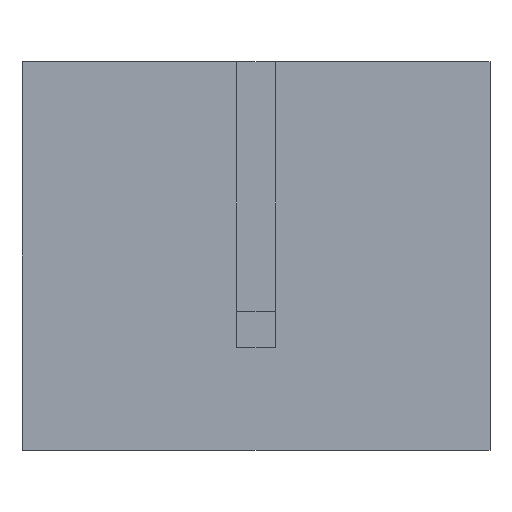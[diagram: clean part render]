
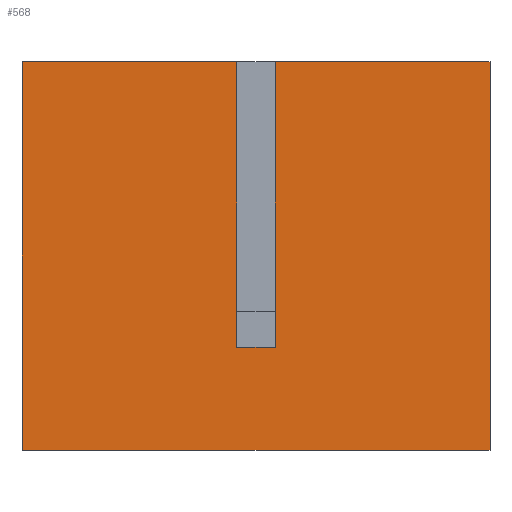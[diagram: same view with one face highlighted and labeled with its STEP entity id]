
A CAD part, front view. The second image highlights one B-rep face of the part: STEP entity #568.
In plain terms, the highlighted planar face has unit normal (0, -1, 0).
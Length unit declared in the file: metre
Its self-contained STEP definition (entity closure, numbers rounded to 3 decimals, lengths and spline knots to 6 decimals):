
#440 = EDGE_CURVE( '', #1121, #1122, #1123, .T. );
#472 = EDGE_CURVE( '', #1122, #1172, #1173, .T. );
#476 = EDGE_CURVE( '', #1177, #1178, #1179, .T. );
#520 = EDGE_CURVE( '', #1061, #1246, #1247, .T. );
#568 = ADVANCED_FACE( '', ( #1311 ), #1312, .F. );
#598 = EDGE_CURVE( '', #1177, #1172, #1349, .T. );
#670 = EDGE_CURVE( '', #1178, #1187, #1439, .T. );
#724 = EDGE_CURVE( '', #1246, #1187, #1507, .T. );
#780 = EDGE_CURVE( '', #1121, #1061, #1569, .T. );
#1061 = VERTEX_POINT( '', #1931 );
#1121 = VERTEX_POINT( '', #2023 );
#1122 = VERTEX_POINT( '', #2024 );
#1123 = LINE( '', #2025, #2026 );
#1172 = VERTEX_POINT( '', #2088 );
#1173 = LINE( '', #2089, #2090 );
#1177 = VERTEX_POINT( '', #2097 );
#1178 = VERTEX_POINT( '', #2098 );
#1179 = LINE( '', #2099, #2100 );
#1187 = VERTEX_POINT( '', #2113 );
#1246 = VERTEX_POINT( '', #2200 );
#1247 = LINE( '', #2201, #2202 );
#1311 = FACE_OUTER_BOUND( '', #2306, .T. );
#1312 = PLANE( '', #2307 );
#1349 = LINE( '', #2367, #2368 );
#1439 = LINE( '', #2503, #2504 );
#1507 = LINE( '', #2605, #2606 );
#1569 = LINE( '', #2715, #2716 );
#1931 = CARTESIAN_POINT( '', ( -0.000327, -0.00401, 0.0066 ) );
#2023 = CARTESIAN_POINT( '', ( -0.000327, -0.00401, 0.00175 ) );
#2024 = CARTESIAN_POINT( '', ( 0.000323, -0.00401, 0.00175 ) );
#2025 = CARTESIAN_POINT( '', ( 0.000323, -0.00401, 0.00175 ) );
#2026 = VECTOR( '', #3069, 1. );
#2088 = CARTESIAN_POINT( '', ( 0.000323, -0.00401, 0.0066 ) );
#2089 = CARTESIAN_POINT( '', ( 0.000323, -0.00401, 0.00175 ) );
#2090 = VECTOR( '', #3173, 1. );
#2097 = CARTESIAN_POINT( '', ( 0.003973, -0.00401, 0.0066 ) );
#2098 = CARTESIAN_POINT( '', ( 0.003973, -0.00401, 0. ) );
#2099 = CARTESIAN_POINT( '', ( 0.003973, -0.00401, 0.0066 ) );
#2100 = VECTOR( '', #3175, 1. );
#2113 = CARTESIAN_POINT( '', ( -0.003977, -0.00401, 0. ) );
#2200 = CARTESIAN_POINT( '', ( -0.003977, -0.00401, 0.0066 ) );
#2201 = CARTESIAN_POINT( '', ( 0.003973, -0.00401, 0.0066 ) );
#2202 = VECTOR( '', #3242, 1. );
#2306 = EDGE_LOOP( '', ( #3290, #3291, #3292, #3293, #3294, #3295, #3296, #3297 ) );
#2307 = AXIS2_PLACEMENT_3D( '', #3298, #3299, #3300 );
#2367 = CARTESIAN_POINT( '', ( 0.003973, -0.00401, 0.0066 ) );
#2368 = VECTOR( '', #3338, 1. );
#2503 = CARTESIAN_POINT( '', ( 0.003973, -0.00401, 0. ) );
#2504 = VECTOR( '', #3475, 1. );
#2605 = CARTESIAN_POINT( '', ( -0.003977, -0.00401, 0.0066 ) );
#2606 = VECTOR( '', #3603, 1. );
#2715 = CARTESIAN_POINT( '', ( -0.000327, -0.00401, 0.00175 ) );
#2716 = VECTOR( '', #3661, 1. );
#3069 = DIRECTION( '', ( 1., 0., 0. ) );
#3173 = DIRECTION( '', ( 0., 0., 1. ) );
#3175 = DIRECTION( '', ( 0., 0., -1. ) );
#3242 = DIRECTION( '', ( -1., 0., 0. ) );
#3290 = ORIENTED_EDGE( '', *, *, #598, .T. );
#3291 = ORIENTED_EDGE( '', *, *, #472, .F. );
#3292 = ORIENTED_EDGE( '', *, *, #440, .F. );
#3293 = ORIENTED_EDGE( '', *, *, #780, .T. );
#3294 = ORIENTED_EDGE( '', *, *, #520, .T. );
#3295 = ORIENTED_EDGE( '', *, *, #724, .T. );
#3296 = ORIENTED_EDGE( '', *, *, #670, .F. );
#3297 = ORIENTED_EDGE( '', *, *, #476, .F. );
#3298 = CARTESIAN_POINT( '', ( 0.003973, -0.00401, 0.0066 ) );
#3299 = DIRECTION( '', ( 0., 1., 0. ) );
#3300 = DIRECTION( '', ( 1., 0., 0. ) );
#3338 = DIRECTION( '', ( -1., 0., 0. ) );
#3475 = DIRECTION( '', ( -1., 0., 0. ) );
#3603 = DIRECTION( '', ( 0., 0., -1. ) );
#3661 = DIRECTION( '', ( 0., 0., 1. ) );
